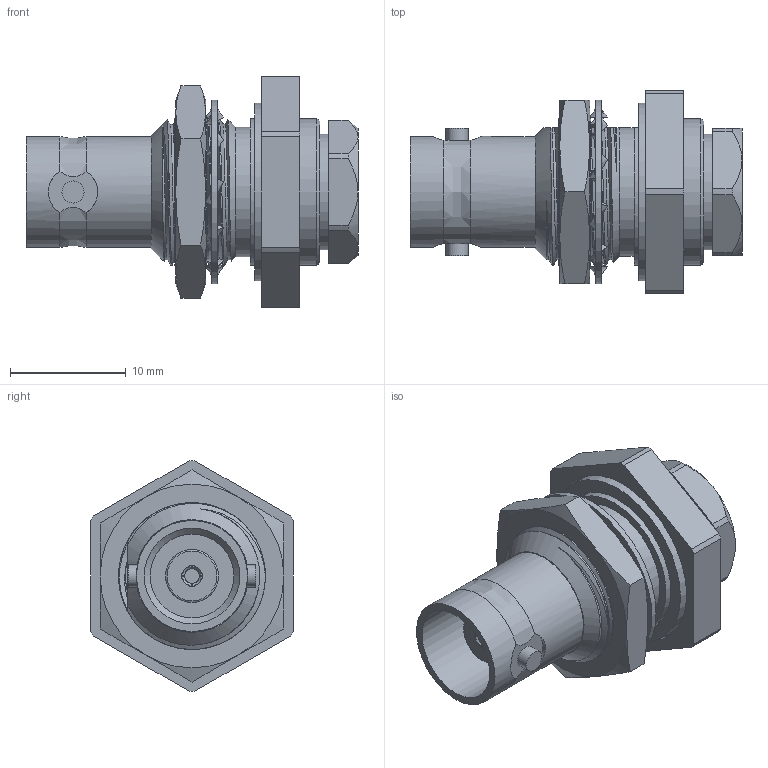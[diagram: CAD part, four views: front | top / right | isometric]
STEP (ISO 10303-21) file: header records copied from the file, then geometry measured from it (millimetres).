
FILE_DESCRIPTION (( 'STEP AP203' ), '1' );
FILE_NAME ('PE4915.step', '2019-11-19T22:02:56', ( '' ), ( '' ), 'SwSTEP 2.0', 'SolidWorks 2018', '' );
FILE_SCHEMA (( 'CONFIG_CONTROL_DESIGN' ));
Length unit declared in the file: inch
Products named in the file (1): PE4915
Bounding box: 28.7 x 17.5 x 19.93 mm (x, y, z)
Volume: 3006.7 mm3; surface area: 3142.3 mm2
Topology: 4 solids, 4 shells, 220 faces, 613 edges, 413 vertices
Faces by surface type: bspline 70, plane 69, cylinder 51, cone 29, torus 1
Full cylindrical faces by diameter (mm): 1.27 x1, 1.778 x1, 1.905 x2, 4.572 x1, 5.7 x1, 8.255 x1, 9.601 x2, 9.986 x1, 12.666 x1, 12.717 x1, 13.009 x1, 15.356 x1, 15.724 x1, 15.875 x1
Entity records: 16073 total; most frequent: CARTESIAN_POINT 11163, ORIENTED_EDGE 1170, DIRECTION 749, EDGE_CURVE 585, VERTEX_POINT 406, AXIS2_PLACEMENT_3D 301, EDGE_LOOP 259, B_SPLINE_CURVE_WITH_KNOTS 238
